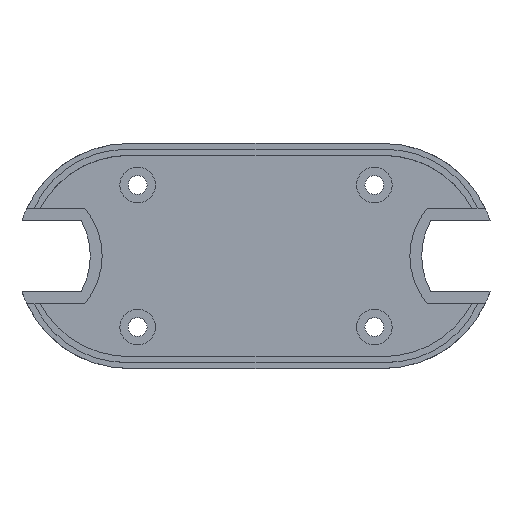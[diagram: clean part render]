
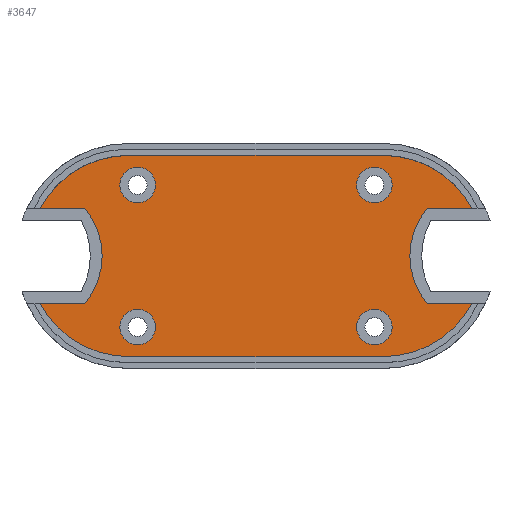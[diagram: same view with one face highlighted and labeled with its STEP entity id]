
A CAD part, top view. The second image highlights one B-rep face of the part: STEP entity #3647.
In plain terms, the highlighted planar face has unit normal (0, 0, 1).
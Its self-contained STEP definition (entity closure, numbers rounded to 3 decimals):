
#2119 = VERTEX_POINT('',#2120);
#2120 = CARTESIAN_POINT('',(-21.5,17.,-2.5));
#2139 = VERTEX_POINT('',#2140);
#2140 = CARTESIAN_POINT('',(-36.5,8.,-2.5));
#2146 = EDGE_CURVE('',#2119,#2139,#2147,.T.);
#2147 = CIRCLE('',#2148,17.);
#2148 = AXIS2_PLACEMENT_3D('',#2149,#2150,#2151);
#2149 = CARTESIAN_POINT('',(-21.5,0.,-2.5));
#2150 = DIRECTION('',(0.,0.,1.));
#2151 = DIRECTION('',(1.,0.,0.));
#2327 = EDGE_CURVE('',#2119,#2328,#2330,.T.);
#2328 = VERTEX_POINT('',#2329);
#2329 = CARTESIAN_POINT('',(21.5,17.,-2.5));
#2330 = LINE('',#2331,#2332);
#2331 = CARTESIAN_POINT('',(-21.5,17.,-2.5));
#2332 = VECTOR('',#2333,1.);
#2333 = DIRECTION('',(1.,0.,0.));
#3481 = EDGE_CURVE('',#2139,#3482,#3484,.T.);
#3482 = VERTEX_POINT('',#3483);
#3483 = CARTESIAN_POINT('',(-28.895,8.,-2.5));
#3484 = LINE('',#3485,#3486);
#3485 = CARTESIAN_POINT('',(-36.5,8.,-2.5));
#3486 = VECTOR('',#3487,1.);
#3487 = DIRECTION('',(1.,0.,0.));
#3505 = EDGE_CURVE('',#3506,#3482,#3508,.T.);
#3506 = VERTEX_POINT('',#3507);
#3507 = CARTESIAN_POINT('',(-28.895,-8.,-2.5));
#3508 = CIRCLE('',#3509,12.473);
#3509 = AXIS2_PLACEMENT_3D('',#3510,#3511,#3512);
#3510 = CARTESIAN_POINT('',(-38.465,0.,-2.5));
#3511 = DIRECTION('',(0.,0.,1.));
#3512 = DIRECTION('',(1.,0.,0.));
#3530 = EDGE_CURVE('',#3531,#3506,#3533,.T.);
#3531 = VERTEX_POINT('',#3532);
#3532 = CARTESIAN_POINT('',(-36.5,-8.,-2.5));
#3533 = LINE('',#3534,#3535);
#3534 = CARTESIAN_POINT('',(-36.5,-8.,-2.5));
#3535 = VECTOR('',#3536,1.);
#3536 = DIRECTION('',(1.,0.,0.));
#3602 = EDGE_CURVE('',#3603,#2328,#3605,.T.);
#3603 = VERTEX_POINT('',#3604);
#3604 = CARTESIAN_POINT('',(36.5,8.,-2.5));
#3605 = CIRCLE('',#3606,17.);
#3606 = AXIS2_PLACEMENT_3D('',#3607,#3608,#3609);
#3607 = CARTESIAN_POINT('',(21.5,0.,-2.5));
#3608 = DIRECTION('',(0.,0.,1.));
#3609 = DIRECTION('',(1.,0.,0.));
#3647 = ADVANCED_FACE('',(#3648,#3705,#3716,#3727,#3738),#3749,.T.);
#3648 = FACE_BOUND('',#3649,.T.);
#3649 = EDGE_LOOP('',(#3650,#3651,#3652,#3653,#3654,#3655,#3664,#3672,
    #3681,#3689,#3698,#3704));
#3650 = ORIENTED_EDGE('',*,*,#2327,.F.);
#3651 = ORIENTED_EDGE('',*,*,#2146,.T.);
#3652 = ORIENTED_EDGE('',*,*,#3481,.T.);
#3653 = ORIENTED_EDGE('',*,*,#3505,.F.);
#3654 = ORIENTED_EDGE('',*,*,#3530,.F.);
#3655 = ORIENTED_EDGE('',*,*,#3656,.T.);
#3656 = EDGE_CURVE('',#3531,#3657,#3659,.T.);
#3657 = VERTEX_POINT('',#3658);
#3658 = CARTESIAN_POINT('',(-21.5,-17.,-2.5));
#3659 = CIRCLE('',#3660,17.);
#3660 = AXIS2_PLACEMENT_3D('',#3661,#3662,#3663);
#3661 = CARTESIAN_POINT('',(-21.5,0.,-2.5));
#3662 = DIRECTION('',(0.,0.,1.));
#3663 = DIRECTION('',(1.,0.,0.));
#3664 = ORIENTED_EDGE('',*,*,#3665,.F.);
#3665 = EDGE_CURVE('',#3666,#3657,#3668,.T.);
#3666 = VERTEX_POINT('',#3667);
#3667 = CARTESIAN_POINT('',(21.5,-17.,-2.5));
#3668 = LINE('',#3669,#3670);
#3669 = CARTESIAN_POINT('',(21.5,-17.,-2.5));
#3670 = VECTOR('',#3671,1.);
#3671 = DIRECTION('',(-1.,0.,0.));
#3672 = ORIENTED_EDGE('',*,*,#3673,.T.);
#3673 = EDGE_CURVE('',#3666,#3674,#3676,.T.);
#3674 = VERTEX_POINT('',#3675);
#3675 = CARTESIAN_POINT('',(36.5,-8.,-2.5));
#3676 = CIRCLE('',#3677,17.);
#3677 = AXIS2_PLACEMENT_3D('',#3678,#3679,#3680);
#3678 = CARTESIAN_POINT('',(21.5,0.,-2.5));
#3679 = DIRECTION('',(0.,0.,1.));
#3680 = DIRECTION('',(1.,0.,0.));
#3681 = ORIENTED_EDGE('',*,*,#3682,.T.);
#3682 = EDGE_CURVE('',#3674,#3683,#3685,.T.);
#3683 = VERTEX_POINT('',#3684);
#3684 = CARTESIAN_POINT('',(28.895,-8.,-2.5));
#3685 = LINE('',#3686,#3687);
#3686 = CARTESIAN_POINT('',(36.5,-8.,-2.5));
#3687 = VECTOR('',#3688,1.);
#3688 = DIRECTION('',(-1.,0.,0.));
#3689 = ORIENTED_EDGE('',*,*,#3690,.F.);
#3690 = EDGE_CURVE('',#3691,#3683,#3693,.T.);
#3691 = VERTEX_POINT('',#3692);
#3692 = CARTESIAN_POINT('',(28.895,8.,-2.5));
#3693 = CIRCLE('',#3694,12.473);
#3694 = AXIS2_PLACEMENT_3D('',#3695,#3696,#3697);
#3695 = CARTESIAN_POINT('',(38.465,0.,-2.5));
#3696 = DIRECTION('',(0.,0.,1.));
#3697 = DIRECTION('',(1.,0.,0.));
#3698 = ORIENTED_EDGE('',*,*,#3699,.F.);
#3699 = EDGE_CURVE('',#3603,#3691,#3700,.T.);
#3700 = LINE('',#3701,#3702);
#3701 = CARTESIAN_POINT('',(36.5,8.,-2.5));
#3702 = VECTOR('',#3703,1.);
#3703 = DIRECTION('',(-1.,0.,0.));
#3704 = ORIENTED_EDGE('',*,*,#3602,.T.);
#3705 = FACE_BOUND('',#3706,.T.);
#3706 = EDGE_LOOP('',(#3707));
#3707 = ORIENTED_EDGE('',*,*,#3708,.T.);
#3708 = EDGE_CURVE('',#3709,#3709,#3711,.T.);
#3709 = VERTEX_POINT('',#3710);
#3710 = CARTESIAN_POINT('',(-17.,-12.,-2.5));
#3711 = CIRCLE('',#3712,3.);
#3712 = AXIS2_PLACEMENT_3D('',#3713,#3714,#3715);
#3713 = CARTESIAN_POINT('',(-20.,-12.,-2.5));
#3714 = DIRECTION('',(0.,0.,-1.));
#3715 = DIRECTION('',(1.,0.,0.));
#3716 = FACE_BOUND('',#3717,.T.);
#3717 = EDGE_LOOP('',(#3718));
#3718 = ORIENTED_EDGE('',*,*,#3719,.T.);
#3719 = EDGE_CURVE('',#3720,#3720,#3722,.T.);
#3720 = VERTEX_POINT('',#3721);
#3721 = CARTESIAN_POINT('',(23.,-12.,-2.5));
#3722 = CIRCLE('',#3723,3.);
#3723 = AXIS2_PLACEMENT_3D('',#3724,#3725,#3726);
#3724 = CARTESIAN_POINT('',(20.,-12.,-2.5));
#3725 = DIRECTION('',(0.,0.,-1.));
#3726 = DIRECTION('',(1.,0.,0.));
#3727 = FACE_BOUND('',#3728,.T.);
#3728 = EDGE_LOOP('',(#3729));
#3729 = ORIENTED_EDGE('',*,*,#3730,.T.);
#3730 = EDGE_CURVE('',#3731,#3731,#3733,.T.);
#3731 = VERTEX_POINT('',#3732);
#3732 = CARTESIAN_POINT('',(-17.,12.,-2.5));
#3733 = CIRCLE('',#3734,3.);
#3734 = AXIS2_PLACEMENT_3D('',#3735,#3736,#3737);
#3735 = CARTESIAN_POINT('',(-20.,12.,-2.5));
#3736 = DIRECTION('',(0.,0.,-1.));
#3737 = DIRECTION('',(1.,0.,0.));
#3738 = FACE_BOUND('',#3739,.T.);
#3739 = EDGE_LOOP('',(#3740));
#3740 = ORIENTED_EDGE('',*,*,#3741,.T.);
#3741 = EDGE_CURVE('',#3742,#3742,#3744,.T.);
#3742 = VERTEX_POINT('',#3743);
#3743 = CARTESIAN_POINT('',(23.,12.,-2.5));
#3744 = CIRCLE('',#3745,3.);
#3745 = AXIS2_PLACEMENT_3D('',#3746,#3747,#3748);
#3746 = CARTESIAN_POINT('',(20.,12.,-2.5));
#3747 = DIRECTION('',(0.,0.,-1.));
#3748 = DIRECTION('',(1.,0.,0.));
#3749 = PLANE('',#3750);
#3750 = AXIS2_PLACEMENT_3D('',#3751,#3752,#3753);
#3751 = CARTESIAN_POINT('',(0.,0.,-2.5));
#3752 = DIRECTION('',(0.,0.,1.));
#3753 = DIRECTION('',(1.,0.,0.));
